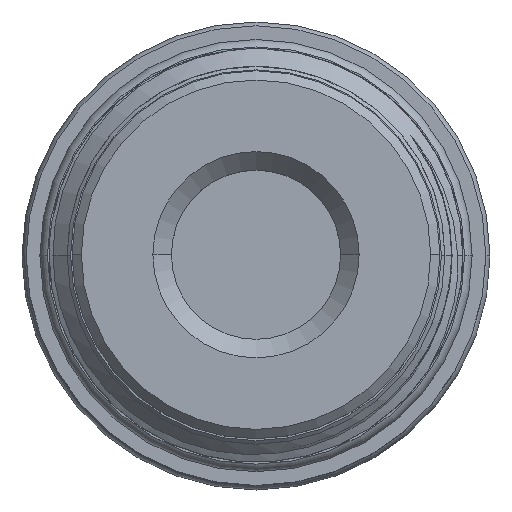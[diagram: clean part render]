
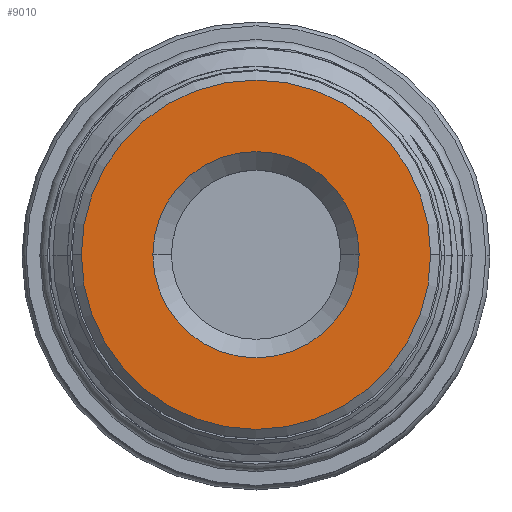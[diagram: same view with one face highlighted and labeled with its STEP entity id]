
A CAD part, top view. The second image highlights one B-rep face of the part: STEP entity #9010.
In plain terms, the highlighted planar face has unit normal (0, 0, 1).
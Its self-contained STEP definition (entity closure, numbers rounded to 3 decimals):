
#17 = VERTEX_POINT ( 'NONE', #1003 ) ;
#41 = VERTEX_POINT ( 'NONE', #1167 ) ;
#143 = EDGE_LOOP ( 'NONE', ( #1429, #1430 ) ) ;
#224 = EDGE_LOOP ( 'NONE', ( #1431, #1432 ) ) ;
#737 = VERTEX_POINT ( 'NONE', #1654 ) ;
#738 = VERTEX_POINT ( 'NONE', #1648 ) ;
#1003 = CARTESIAN_POINT ( 'NONE',  ( 15.075, 0., 108.85 ) ) ;
#1167 = CARTESIAN_POINT ( 'NONE',  ( -15.075, 0., 108.85 ) ) ;
#1429 = ORIENTED_EDGE ( 'NONE', *, *, #8442, .F. ) ;
#1430 = ORIENTED_EDGE ( 'NONE', *, *, #8282, .F. ) ;
#1431 = ORIENTED_EDGE ( 'NONE', *, *, #8275, .F. ) ;
#1432 = ORIENTED_EDGE ( 'NONE', *, *, #8339, .F. ) ;
#1648 = CARTESIAN_POINT ( 'NONE',  ( 8.9, 0., 108.85 ) ) ;
#1654 = CARTESIAN_POINT ( 'NONE',  ( -8.9, 0., 108.85 ) ) ;
#1880 = CIRCLE ( 'NONE', #8642, 8.9 ) ;
#1895 = CIRCLE ( 'NONE', #8649, 15.075 ) ;
#2033 = CIRCLE ( 'NONE', #8679, 8.9 ) ;
#2294 = CIRCLE ( 'NONE', #8728, 15.075 ) ;
#3863 = CARTESIAN_POINT ( 'NONE',  ( 0., 0., 108.85 ) ) ;
#3864 = DIRECTION ( 'NONE',  ( 0., 0., 1. ) ) ;
#3865 = DIRECTION ( 'NONE',  ( 1., 0., 0. ) ) ;
#3884 = CARTESIAN_POINT ( 'NONE',  ( 0., 0., 108.85 ) ) ;
#3885 = DIRECTION ( 'NONE',  ( 0., 0., -1. ) ) ;
#3886 = DIRECTION ( 'NONE',  ( -1., 0., 0. ) ) ;
#4145 = CARTESIAN_POINT ( 'NONE',  ( 0., 0., 108.85 ) ) ;
#4146 = DIRECTION ( 'NONE',  ( 0., 0., 1. ) ) ;
#4147 = DIRECTION ( 'NONE',  ( 1., 0., 0. ) ) ;
#4582 = CARTESIAN_POINT ( 'NONE',  ( 0., 0., 108.85 ) ) ;
#4583 = DIRECTION ( 'NONE',  ( 0., 0., -1. ) ) ;
#4584 = DIRECTION ( 'NONE',  ( -1., 0., 0. ) ) ;
#6706 = CARTESIAN_POINT ( 'NONE',  ( -15.075, 0., 108.85 ) ) ;
#6709 = PLANE ( 'NONE',  #7326 ) ;
#6711 = DIRECTION ( 'NONE',  ( 0., 0., 1. ) ) ;
#6712 = DIRECTION ( 'NONE',  ( 1., 0., 0. ) ) ;
#7326 = AXIS2_PLACEMENT_3D ( 'NONE', #6706, #6711, #6712 ) ;
#7490 = FACE_OUTER_BOUND ( 'NONE', #143, .T. ) ;
#7498 = FACE_BOUND ( 'NONE', #224, .T. ) ;
#8275 = EDGE_CURVE ( 'NONE', #738, #737, #1880, .T. ) ;
#8282 = EDGE_CURVE ( 'NONE', #17, #41, #1895, .T. ) ;
#8339 = EDGE_CURVE ( 'NONE', #737, #738, #2033, .T. ) ;
#8442 = EDGE_CURVE ( 'NONE', #41, #17, #2294, .T. ) ;
#8642 = AXIS2_PLACEMENT_3D ( 'NONE', #3863, #3864, #3865 ) ;
#8649 = AXIS2_PLACEMENT_3D ( 'NONE', #3884, #3885, #3886 ) ;
#8679 = AXIS2_PLACEMENT_3D ( 'NONE', #4145, #4146, #4147 ) ;
#8728 = AXIS2_PLACEMENT_3D ( 'NONE', #4582, #4583, #4584 ) ;
#9010 = ADVANCED_FACE ( 'NONE', ( #7490, #7498 ), #6709, .T. ) ;
